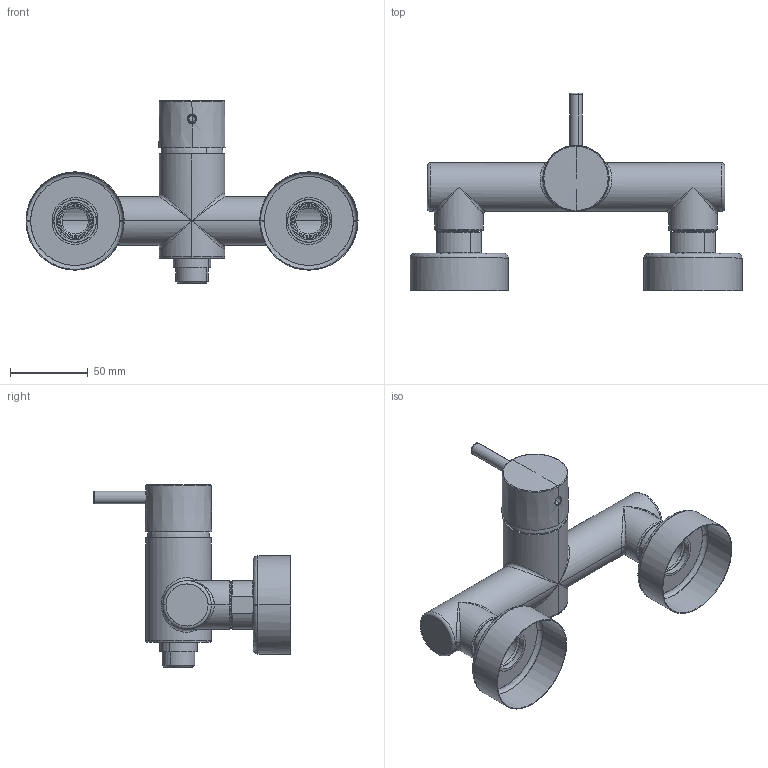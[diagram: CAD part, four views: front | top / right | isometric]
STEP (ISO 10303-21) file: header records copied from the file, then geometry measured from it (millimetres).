
FILE_DESCRIPTION(('CATIA V5 STEP Exchange','CAx-IF Rec.Pracs.--- Model Styling and Organization---1.5--- 2016-08-15','CAx-IF Rec.Pracs.---Supplemental Geometry---1.0---2011-11-01','CAx-IF Rec.Pracs.--- Composite Materials ---3.4---2017-06-13','CAx-IF Rec.Pracs.---Tessellated 3D Geometry---1.0---2015-12-17'),'2;1');
FILE_NAME('LN000440.stp','2023-01-31T12:38:31+00:00',('none'),('none'),'CATIA Version 5-6 Release 2020 SP2','CATIA V5 STEP AP242 v2','none');
FILE_SCHEMA(('AP242_MANAGED_MODEL_BASED_3D_ENGINEERING_MIM_LF {1 0 10303 442 1 1 4}'));
Length unit declared in the file: millimetre
Products named in the file (6): Product3; Product1_AllCATPart; P52157; PR98982; P32141; P42933
Assembly tree (5 placements, depth 3):
  Product3
    Product1_AllCATPart
    P52157
    PR98982
      P32141
      P42933
Bounding box: 213 x 126.67 x 117.19 mm (x, y, z)
Volume: 34004.2 mm3; surface area: 82323 mm2
Topology: 7 solids, 69 shells, 336 faces, 894 edges, 620 vertices
Faces by surface type: cylinder 85, torus 67, plane 59, cone 59, bspline 54, sphere 12
Entity records: 18549 total; most frequent: CARTESIAN_POINT 11059, ORIENTED_EDGE 1486, DIRECTION 1101, EDGE_CURVE 871, AXIS2_PLACEMENT_3D 634, VERTEX_POINT 620, CIRCLE 384, EDGE_LOOP 367
